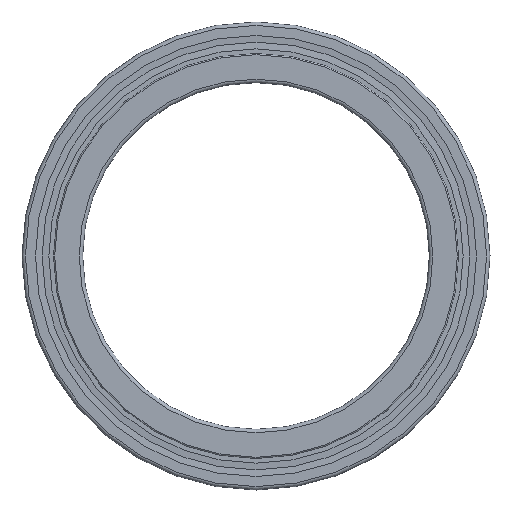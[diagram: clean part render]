
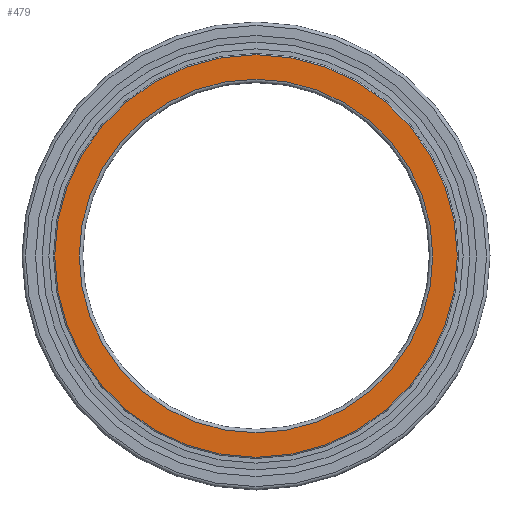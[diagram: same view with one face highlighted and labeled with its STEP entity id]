
A CAD part, left-side view. The second image highlights one B-rep face of the part: STEP entity #479.
In plain terms, the highlighted planar face has unit normal (-1, 0, 0).
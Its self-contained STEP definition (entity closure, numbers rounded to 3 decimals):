
#479 = ADVANCED_FACE( '', ( #739, #740 ), #741, .T. );
#739 = FACE_BOUND( '', #920, .T. );
#740 = FACE_OUTER_BOUND( '', #921, .T. );
#741 = PLANE( '', #922 );
#920 = EDGE_LOOP( '', ( #1117 ) );
#921 = EDGE_LOOP( '', ( #1118 ) );
#922 = AXIS2_PLACEMENT_3D( '', #1119, #1120, #1121 );
#1117 = ORIENTED_EDGE( '', *, *, #1301, .T. );
#1118 = ORIENTED_EDGE( '', *, *, #1324, .F. );
#1119 = CARTESIAN_POINT( '', ( 0., 11.613, 0. ) );
#1120 = DIRECTION( '', ( -1., 0., 0. ) );
#1121 = DIRECTION( '', ( 0., 0., 1. ) );
#1301 = EDGE_CURVE( '', #1399, #1399, #1400, .T. );
#1324 = EDGE_CURVE( '', #1435, #1435, #1436, .T. );
#1399 = VERTEX_POINT( '', #1520 );
#1400 = CIRCLE( '', #1521, 10.2 );
#1435 = VERTEX_POINT( '', #1556 );
#1436 = CIRCLE( '', #1557, 11.613 );
#1520 = CARTESIAN_POINT( '', ( 0., 0., -10.2 ) );
#1521 = AXIS2_PLACEMENT_3D( '', #1647, #1648, #1649 );
#1556 = CARTESIAN_POINT( '', ( 0., 0., -11.613 ) );
#1557 = AXIS2_PLACEMENT_3D( '', #1689, #1690, #1691 );
#1647 = CARTESIAN_POINT( '', ( 0., 0., 0. ) );
#1648 = DIRECTION( '', ( 1., 0., 0. ) );
#1649 = DIRECTION( '', ( 0., 0., -1. ) );
#1689 = CARTESIAN_POINT( '', ( 0., 0., 0. ) );
#1690 = DIRECTION( '', ( 1., 0., 0. ) );
#1691 = DIRECTION( '', ( 0., 0., -1. ) );
